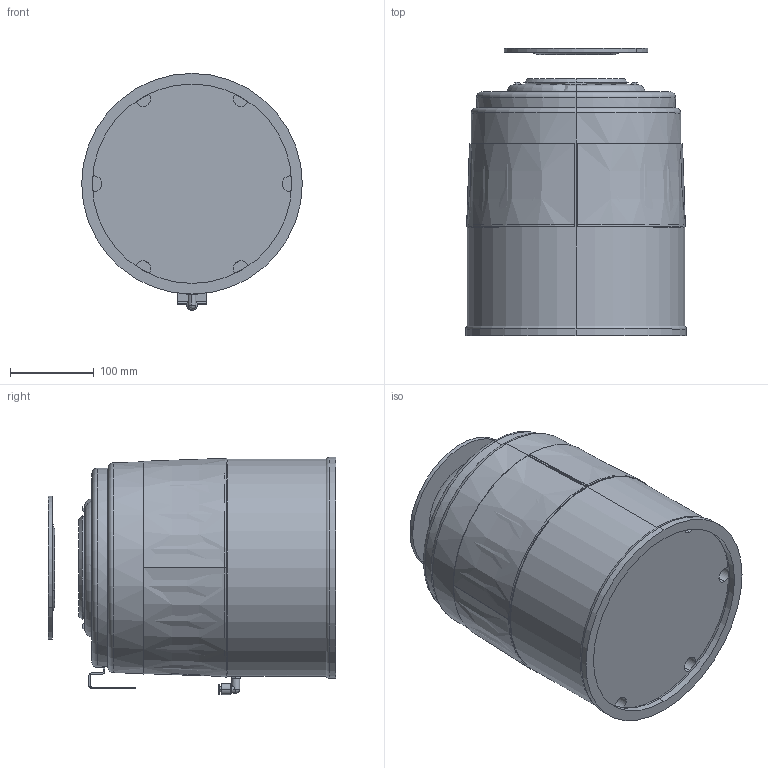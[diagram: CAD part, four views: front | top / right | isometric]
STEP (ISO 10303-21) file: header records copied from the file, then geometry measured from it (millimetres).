
FILE_DESCRIPTION (( 'STEP AP203' ), '1' );
FILE_NAME ('S-2000A-13.50.STP', '2014-04-09T15:55:19', ( 'Newport Corporation' ), ( ' ' ), 'SwSTEP 2.0', 'SolidWorks 2013', '' );
FILE_SCHEMA (( 'CONFIG_CONTROL_DESIGN' ));
Length unit declared in the file: inch
Products named in the file (1): S-2000A-13.50
Bounding box: 263.3 x 343 x 283.03 mm (x, y, z)
Surface area: 665549.1 mm2 (no closed solid volume)
Topology: 0 solids, 44 shells, 265 faces, 1776 edges, 1546 vertices
Faces by surface type: plane 108, cylinder 60, cone 53, torus 39, bspline 4, sphere 1
Entity records: 17773 total; most frequent: CARTESIAN_POINT 4717, DIRECTION 2541, ORIENTED_EDGE 2192, EDGE_CURVE 1774, VERTEX_POINT 1546, VECTOR 1237, LINE 1237, AXIS2_PLACEMENT_3D 652
